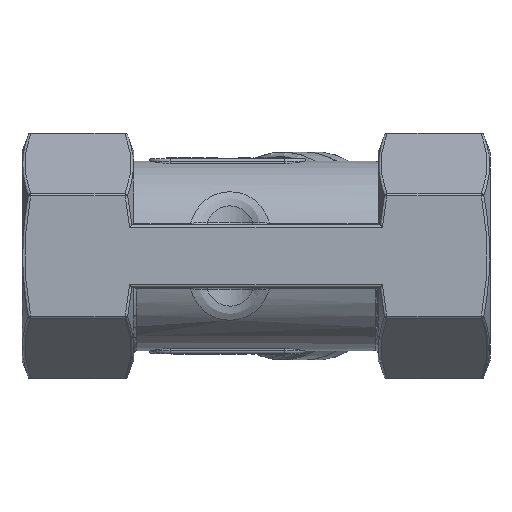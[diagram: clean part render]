
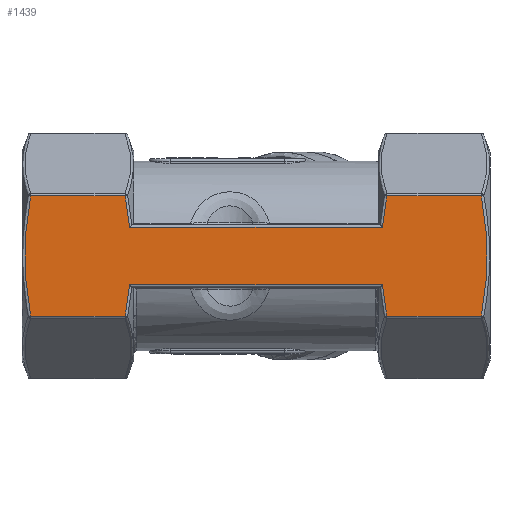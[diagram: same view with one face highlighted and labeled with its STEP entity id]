
A CAD part, front view. The second image highlights one B-rep face of the part: STEP entity #1439.
In plain terms, the highlighted planar face has unit normal (0, -1, 0).
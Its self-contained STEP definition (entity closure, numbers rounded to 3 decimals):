
#1439 = ADVANCED_FACE ( 'NONE', ( #11388 ), #11372, .T. ) ;
#1685 = VECTOR ( 'NONE', #2755, 1000. ) ;
#1690 = VECTOR ( 'NONE', #2782, 1000. ) ;
#1691 = VECTOR ( 'NONE', #2846, 1000. ) ;
#1807 = VECTOR ( 'NONE', #4393, 1000. ) ;
#2753 = LINE ( 'NONE', #2754, #1685 ) ;
#2754 = CARTESIAN_POINT ( 'NONE',  ( 0., -20.5, 11.547 ) ) ;
#2755 = DIRECTION ( 'NONE',  ( -1., 0., 0. ) ) ;
#2770 = CARTESIAN_POINT ( 'NONE',  ( 70.158, -20.5, 11.547 ) ) ;
#2771 = CARTESIAN_POINT ( 'NONE',  ( 69.794, -20.5, 9.543 ) ) ;
#2780 = LINE ( 'NONE', #2781, #1690 ) ;
#2781 = CARTESIAN_POINT ( 'NONE',  ( 0., -20.5, 5.5 ) ) ;
#2782 = DIRECTION ( 'NONE',  ( -1., 0., 0. ) ) ;
#2785 = CARTESIAN_POINT ( 'NONE',  ( 69.498, -20.5, 7.527 ) ) ;
#2786 = CARTESIAN_POINT ( 'NONE',  ( 69.302, -20.5, 5.5 ) ) ;
#2801 = CARTESIAN_POINT ( 'NONE',  ( 20.698, -20.5, 5.5 ) ) ;
#2802 = CARTESIAN_POINT ( 'NONE',  ( 20.502, -20.5, 7.527 ) ) ;
#2813 = CARTESIAN_POINT ( 'NONE',  ( 1.027, -20.5, 7.723 ) ) ;
#2815 = CARTESIAN_POINT ( 'NONE',  ( 20.206, -20.5, 9.543 ) ) ;
#2816 = CARTESIAN_POINT ( 'NONE',  ( 19.842, -20.5, 11.547 ) ) ;
#2832 = CARTESIAN_POINT ( 'NONE',  ( 1.311, -20.5, 9.638 ) ) ;
#2836 = CARTESIAN_POINT ( 'NONE',  ( 1.658, -20.5, 11.547 ) ) ;
#2837 = CARTESIAN_POINT ( 'NONE',  ( 0.637, -20.5, 3.876 ) ) ;
#2838 = CARTESIAN_POINT ( 'NONE',  ( 0.532, -20.5, 1.943 ) ) ;
#2839 = CARTESIAN_POINT ( 'NONE',  ( 0.532, -20.5, -1.943 ) ) ;
#2840 = CARTESIAN_POINT ( 'NONE',  ( 0.637, -20.5, -3.876 ) ) ;
#2841 = CARTESIAN_POINT ( 'NONE',  ( 1.027, -20.5, -7.724 ) ) ;
#2842 = CARTESIAN_POINT ( 'NONE',  ( 1.311, -20.5, -9.638 ) ) ;
#2843 = CARTESIAN_POINT ( 'NONE',  ( 1.658, -20.5, -11.547 ) ) ;
#2844 = LINE ( 'NONE', #2845, #1691 ) ;
#2845 = CARTESIAN_POINT ( 'NONE',  ( 0., -20.5, 11.547 ) ) ;
#2846 = DIRECTION ( 'NONE',  ( -1., 0., 0. ) ) ;
#4363 = CARTESIAN_POINT ( 'NONE',  ( 69.302, -20.5, -5.5 ) ) ;
#4364 = CARTESIAN_POINT ( 'NONE',  ( 69.498, -20.5, -7.527 ) ) ;
#4368 = CARTESIAN_POINT ( 'NONE',  ( 69.794, -20.5, -9.543 ) ) ;
#4369 = CARTESIAN_POINT ( 'NONE',  ( 70.158, -20.5, -11.547 ) ) ;
#4373 = CARTESIAN_POINT ( 'NONE',  ( 88.973, -20.5, -7.724 ) ) ;
#4374 = CARTESIAN_POINT ( 'NONE',  ( 88.689, -20.5, -9.638 ) ) ;
#4382 = CARTESIAN_POINT ( 'NONE',  ( 88.342, -20.5, -11.547 ) ) ;
#4384 = CARTESIAN_POINT ( 'NONE',  ( 89.363, -20.5, -3.876 ) ) ;
#4385 = CARTESIAN_POINT ( 'NONE',  ( 89.468, -20.5, -1.943 ) ) ;
#4386 = CARTESIAN_POINT ( 'NONE',  ( 89.468, -20.5, 1.943 ) ) ;
#4387 = CARTESIAN_POINT ( 'NONE',  ( 89.363, -20.5, 3.876 ) ) ;
#4388 = CARTESIAN_POINT ( 'NONE',  ( 88.973, -20.5, 7.723 ) ) ;
#4389 = CARTESIAN_POINT ( 'NONE',  ( 88.689, -20.5, 9.638 ) ) ;
#4390 = CARTESIAN_POINT ( 'NONE',  ( 88.342, -20.5, 11.547 ) ) ;
#4391 = LINE ( 'NONE', #4392, #1807 ) ;
#4392 = CARTESIAN_POINT ( 'NONE',  ( 0., -20.5, -11.547 ) ) ;
#4393 = DIRECTION ( 'NONE',  ( 1., 0., 0. ) ) ;
#5827 = CARTESIAN_POINT ( 'NONE',  ( 70.158, -20.5, 11.547 ) ) ;
#5832 = CARTESIAN_POINT ( 'NONE',  ( 88.342, -20.5, 11.547 ) ) ;
#5834 = CARTESIAN_POINT ( 'NONE',  ( 88.342, -20.5, -11.547 ) ) ;
#5837 = CARTESIAN_POINT ( 'NONE',  ( 69.302, -20.5, 5.5 ) ) ;
#5842 = CARTESIAN_POINT ( 'NONE',  ( 69.302, -20.5, -5.5 ) ) ;
#5847 = CARTESIAN_POINT ( 'NONE',  ( 20.698, -20.5, -5.5 ) ) ;
#5848 = CARTESIAN_POINT ( 'NONE',  ( 70.158, -20.5, -11.547 ) ) ;
#5851 = CARTESIAN_POINT ( 'NONE',  ( 1.658, -20.5, -11.547 ) ) ;
#5858 = CARTESIAN_POINT ( 'NONE',  ( 19.842, -20.5, -11.547 ) ) ;
#5859 = CARTESIAN_POINT ( 'NONE',  ( 1.658, -20.5, 11.547 ) ) ;
#5872 = CARTESIAN_POINT ( 'NONE',  ( 20.698, -20.5, 5.5 ) ) ;
#5887 = CARTESIAN_POINT ( 'NONE',  ( 19.842, -20.5, 11.547 ) ) ;
#8549 = EDGE_LOOP ( 'NONE', ( #27827, #27828, #27877, #27878, #27879, #27880, #27873, #27874, #27832, #27875, #27876, #27881 ) ) ;
#10441 = AXIS2_PLACEMENT_3D ( 'NONE', #11398, #11399, #11400 ) ;
#11372 = PLANE ( 'NONE',  #10441 ) ;
#11388 = FACE_OUTER_BOUND ( 'NONE', #8549, .T. ) ;
#11398 = CARTESIAN_POINT ( 'NONE',  ( 0., -20.5, -25.001 ) ) ;
#11399 = DIRECTION ( 'NONE',  ( 0., -1., 0. ) ) ;
#11400 = DIRECTION ( 'NONE',  ( 0., 0., -1. ) ) ;
#15459 = VECTOR ( 'NONE', #24890, 1000. ) ;
#15460 = VECTOR ( 'NONE', #24885, 1000. ) ;
#19210 = EDGE_CURVE ( 'NONE', #31457, #31452, #24882, .T. ) ;
#19212 = EDGE_CURVE ( 'NONE', #31461, #31468, #24869, .T. ) ;
#19215 = EDGE_CURVE ( 'NONE', #31468, #31457, #27785, .T. ) ;
#22687 = EDGE_CURVE ( 'NONE', #31442, #31437, #2753, .T. ) ;
#22691 = EDGE_CURVE ( 'NONE', #31447, #31482, #2780, .T. ) ;
#22692 = EDGE_CURVE ( 'NONE', #31437, #31447, #27661, .T. ) ;
#22696 = EDGE_CURVE ( 'NONE', #31482, #31497, #27657, .T. ) ;
#22699 = EDGE_CURVE ( 'NONE', #31469, #31461, #27655, .T. ) ;
#22700 = EDGE_CURVE ( 'NONE', #31497, #31469, #2844, .T. ) ;
#23502 = EDGE_CURVE ( 'NONE', #31452, #31458, #27737, .T. ) ;
#23510 = EDGE_CURVE ( 'NONE', #31444, #31442, #27739, .T. ) ;
#23511 = EDGE_CURVE ( 'NONE', #31458, #31444, #4391, .T. ) ;
#24869 = LINE ( 'NONE', #24889, #15459 ) ;
#24882 = LINE ( 'NONE', #24884, #15460 ) ;
#24883 = CARTESIAN_POINT ( 'NONE',  ( 20.206, -20.5, -9.543 ) ) ;
#24884 = CARTESIAN_POINT ( 'NONE',  ( 0., -20.5, -5.5 ) ) ;
#24885 = DIRECTION ( 'NONE',  ( 1., 0., 0. ) ) ;
#24887 = CARTESIAN_POINT ( 'NONE',  ( 19.842, -20.5, -11.547 ) ) ;
#24889 = CARTESIAN_POINT ( 'NONE',  ( 0., -20.5, -11.547 ) ) ;
#24890 = DIRECTION ( 'NONE',  ( 1., 0., 0. ) ) ;
#24894 = CARTESIAN_POINT ( 'NONE',  ( 20.502, -20.5, -7.527 ) ) ;
#24895 = CARTESIAN_POINT ( 'NONE',  ( 20.698, -20.5, -5.5 ) ) ;
#27655 = B_SPLINE_CURVE_WITH_KNOTS ( 'NONE', 3,
 ( #2836, #2832, #2813, #2837, #2838, #2839, #2840, #2841, #2842, #2843 ),
 .UNSPECIFIED., .F., .F.,
 ( 4, 2, 2, 2, 4 ),
 ( 0., 0.006, 0.012, 0.018, 0.023 ),
 .UNSPECIFIED. ) ;
#27657 = B_SPLINE_CURVE_WITH_KNOTS ( 'NONE', 3,
 ( #2801, #2802, #2815, #2816 ),
 .UNSPECIFIED., .F., .F.,
 ( 4, 4 ),
 ( 0., 0.006 ),
 .UNSPECIFIED. ) ;
#27661 = B_SPLINE_CURVE_WITH_KNOTS ( 'NONE', 3,
 ( #2770, #2771, #2785, #2786 ),
 .UNSPECIFIED., .F., .F.,
 ( 4, 4 ),
 ( 0., 0.006 ),
 .UNSPECIFIED. ) ;
#27737 = B_SPLINE_CURVE_WITH_KNOTS ( 'NONE', 3,
 ( #4363, #4364, #4368, #4369 ),
 .UNSPECIFIED., .F., .F.,
 ( 4, 4 ),
 ( 0., 0.006 ),
 .UNSPECIFIED. ) ;
#27739 = B_SPLINE_CURVE_WITH_KNOTS ( 'NONE', 3,
 ( #4382, #4374, #4373, #4384, #4385, #4386, #4387, #4388, #4389, #4390 ),
 .UNSPECIFIED., .F., .F.,
 ( 4, 2, 2, 2, 4 ),
 ( 0., 0.006, 0.012, 0.018, 0.023 ),
 .UNSPECIFIED. ) ;
#27785 = B_SPLINE_CURVE_WITH_KNOTS ( 'NONE', 3,
 ( #24887, #24883, #24894, #24895 ),
 .UNSPECIFIED., .F., .F.,
 ( 4, 4 ),
 ( 0., 0.006 ),
 .UNSPECIFIED. ) ;
#27827 = ORIENTED_EDGE ( 'NONE', *, *, #22696, .T. ) ;
#27828 = ORIENTED_EDGE ( 'NONE', *, *, #22700, .T. ) ;
#27832 = ORIENTED_EDGE ( 'NONE', *, *, #23510, .T. ) ;
#27873 = ORIENTED_EDGE ( 'NONE', *, *, #23502, .T. ) ;
#27874 = ORIENTED_EDGE ( 'NONE', *, *, #23511, .T. ) ;
#27875 = ORIENTED_EDGE ( 'NONE', *, *, #22687, .T. ) ;
#27876 = ORIENTED_EDGE ( 'NONE', *, *, #22692, .T. ) ;
#27877 = ORIENTED_EDGE ( 'NONE', *, *, #22699, .T. ) ;
#27878 = ORIENTED_EDGE ( 'NONE', *, *, #19212, .T. ) ;
#27879 = ORIENTED_EDGE ( 'NONE', *, *, #19215, .T. ) ;
#27880 = ORIENTED_EDGE ( 'NONE', *, *, #19210, .T. ) ;
#27881 = ORIENTED_EDGE ( 'NONE', *, *, #22691, .T. ) ;
#31437 = VERTEX_POINT ( 'NONE', #5827 ) ;
#31442 = VERTEX_POINT ( 'NONE', #5832 ) ;
#31444 = VERTEX_POINT ( 'NONE', #5834 ) ;
#31447 = VERTEX_POINT ( 'NONE', #5837 ) ;
#31452 = VERTEX_POINT ( 'NONE', #5842 ) ;
#31457 = VERTEX_POINT ( 'NONE', #5847 ) ;
#31458 = VERTEX_POINT ( 'NONE', #5848 ) ;
#31461 = VERTEX_POINT ( 'NONE', #5851 ) ;
#31468 = VERTEX_POINT ( 'NONE', #5858 ) ;
#31469 = VERTEX_POINT ( 'NONE', #5859 ) ;
#31482 = VERTEX_POINT ( 'NONE', #5872 ) ;
#31497 = VERTEX_POINT ( 'NONE', #5887 ) ;
